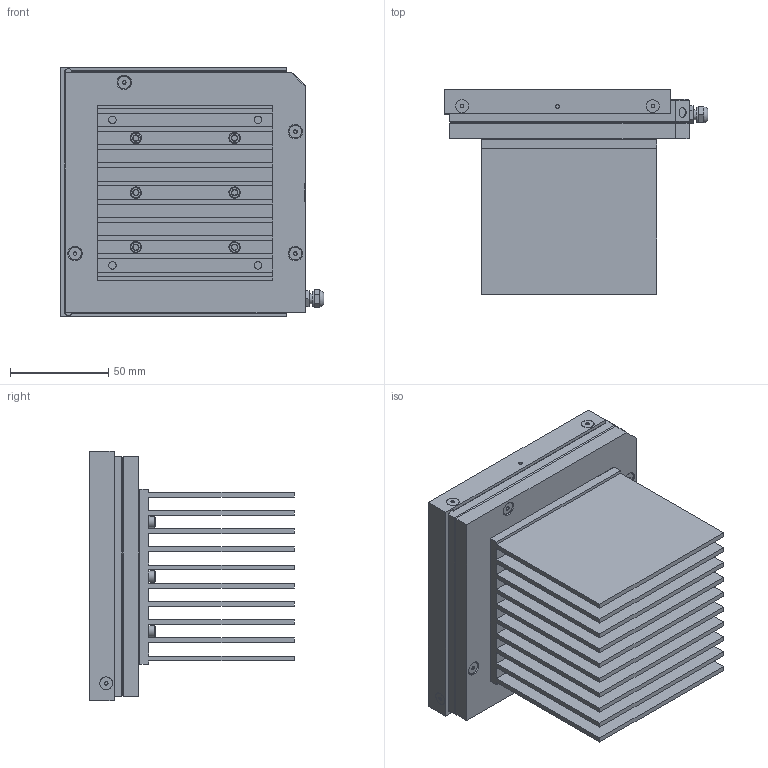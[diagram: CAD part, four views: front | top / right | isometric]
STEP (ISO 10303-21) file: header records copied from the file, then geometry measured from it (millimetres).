
FILE_DESCRIPTION (( 'STEP AP214' ), '1' );
FILE_NAME ('SK-9707 QE95LP-H-MB-QED.STEP', '2021-12-16T20:50:35', ( '' ), ( '' ), 'SwSTEP 2.0', 'SolidWorks 2020', '' );
FILE_SCHEMA (( 'AUTOMOTIVE_DESIGN' ));
Length unit declared in the file: millimetre
Products named in the file (3): SK-9707 QE95LP-H-MB-QED; 100294
Assembly tree (2 placements, depth 2):
  SK-9707 QE95LP-H-MB-QED
    SK-9707 QE95LP-H-MB-QED
    100294
Bounding box: 134.11 x 104.2 x 127.11 mm (x, y, z)
Volume: 566366.5 mm3; surface area: 205919.5 mm2
Topology: 3 solids, 14 shells, 2901 faces, 8275 edges, 5427 vertices
Faces by surface type: plane 2623, cylinder 127, cone 117, bspline 26, torus 8
Full cylindrical faces by diameter (mm): 1.778 x2, 3.264 x7, 3.3 x1, 3.505 x14, 3.797 x4, 3.9 x6, 4.039 x1, 5 x1, 5.105 x2, 5.74 x6, 6 x1, 6.477 x7, 7.8 x1, 92 x1, 95 x2, 96 x1
Entity records: 141965 total; most frequent: CARTESIAN_POINT 36632, ORIENTED_EDGE 16118, DIRECTION 13719, EDGE_CURVE 8059, LINE 7421, VECTOR 7421, VERTEX_POINT 5343, AXIS2_PLACEMENT_3D 3149
